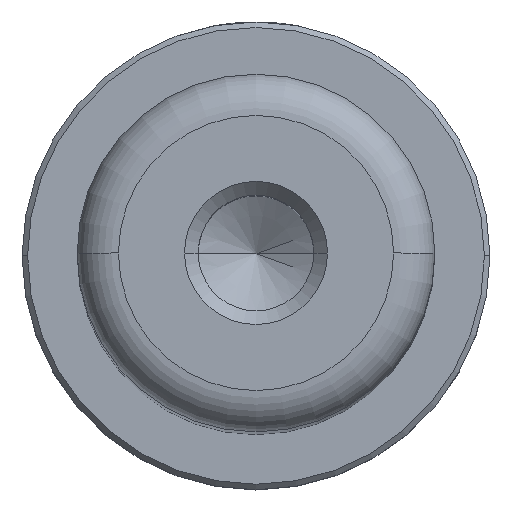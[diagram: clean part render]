
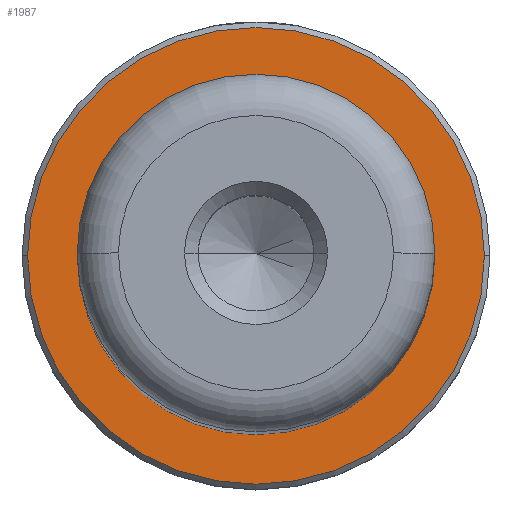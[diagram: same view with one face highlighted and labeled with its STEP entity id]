
A CAD part, top view. The second image highlights one B-rep face of the part: STEP entity #1987.
In plain terms, the highlighted planar face has unit normal (0, 0, 1).
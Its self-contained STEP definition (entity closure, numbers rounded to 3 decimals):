
#50 = DIRECTION ( 'NONE',  ( 0., 0., 1. ) ) ;
#195 = VERTEX_POINT ( 'NONE', #743 ) ;
#304 = VERTEX_POINT ( 'NONE', #414 ) ;
#371 = CIRCLE ( 'NONE', #2005, 6. ) ;
#388 = ORIENTED_EDGE ( 'NONE', *, *, #1830, .T. ) ;
#391 = VERTEX_POINT ( 'NONE', #1416 ) ;
#414 = CARTESIAN_POINT ( 'NONE',  ( -6., 0., 15. ) ) ;
#416 = FACE_OUTER_BOUND ( 'NONE', #849, .T. ) ;
#493 = CARTESIAN_POINT ( 'NONE',  ( 0., 0., 15. ) ) ;
#584 = CIRCLE ( 'NONE', #1238, 8.3 ) ;
#633 = AXIS2_PLACEMENT_3D ( 'NONE', #955, #2019, #1130 ) ;
#635 = DIRECTION ( 'NONE',  ( 0., 0., 1. ) ) ;
#638 = CIRCLE ( 'NONE', #633, 6. ) ;
#667 = DIRECTION ( 'NONE',  ( 1., 0., 0. ) ) ;
#730 = ORIENTED_EDGE ( 'NONE', *, *, #1886, .T. ) ;
#743 = CARTESIAN_POINT ( 'NONE',  ( 6., 0., 15. ) ) ;
#775 = EDGE_CURVE ( 'NONE', #195, #304, #371, .T. ) ;
#849 = EDGE_LOOP ( 'NONE', ( #730, #1046 ) ) ;
#880 = EDGE_LOOP ( 'NONE', ( #388, #971 ) ) ;
#955 = CARTESIAN_POINT ( 'NONE',  ( 0., 0., 15. ) ) ;
#960 = AXIS2_PLACEMENT_3D ( 'NONE', #493, #1671, #667 ) ;
#971 = ORIENTED_EDGE ( 'NONE', *, *, #775, .T. ) ;
#1046 = ORIENTED_EDGE ( 'NONE', *, *, #2063, .T. ) ;
#1059 = DIRECTION ( 'NONE',  ( -1., 0., 0. ) ) ;
#1063 = DIRECTION ( 'NONE',  ( 0., 0., -1. ) ) ;
#1068 = CARTESIAN_POINT ( 'NONE',  ( 0., 0., 15. ) ) ;
#1130 = DIRECTION ( 'NONE',  ( -1., 0., 0. ) ) ;
#1141 = CARTESIAN_POINT ( 'NONE',  ( 0., 0., 15. ) ) ;
#1159 = CARTESIAN_POINT ( 'NONE',  ( 0., 0., 15. ) ) ;
#1238 = AXIS2_PLACEMENT_3D ( 'NONE', #1141, #50, #1315 ) ;
#1310 = FACE_BOUND ( 'NONE', #880, .T. ) ;
#1315 = DIRECTION ( 'NONE',  ( 1., 0., 0. ) ) ;
#1416 = CARTESIAN_POINT ( 'NONE',  ( -8.3, 0., 15. ) ) ;
#1586 = CIRCLE ( 'NONE', #960, 8.3 ) ;
#1643 = PLANE ( 'NONE',  #2093 ) ;
#1671 = DIRECTION ( 'NONE',  ( 0., 0., 1. ) ) ;
#1786 = DIRECTION ( 'NONE',  ( 1., 0., 0. ) ) ;
#1830 = EDGE_CURVE ( 'NONE', #304, #195, #638, .T. ) ;
#1886 = EDGE_CURVE ( 'NONE', #391, #2087, #584, .T. ) ;
#1949 = CARTESIAN_POINT ( 'NONE',  ( 8.3, 0., 15. ) ) ;
#1987 = ADVANCED_FACE ( 'NONE', ( #416, #1310 ), #1643, .T. ) ;
#2005 = AXIS2_PLACEMENT_3D ( 'NONE', #1068, #1063, #1059 ) ;
#2019 = DIRECTION ( 'NONE',  ( 0., 0., -1. ) ) ;
#2063 = EDGE_CURVE ( 'NONE', #2087, #391, #1586, .T. ) ;
#2087 = VERTEX_POINT ( 'NONE', #1949 ) ;
#2093 = AXIS2_PLACEMENT_3D ( 'NONE', #1159, #635, #1786 ) ;
